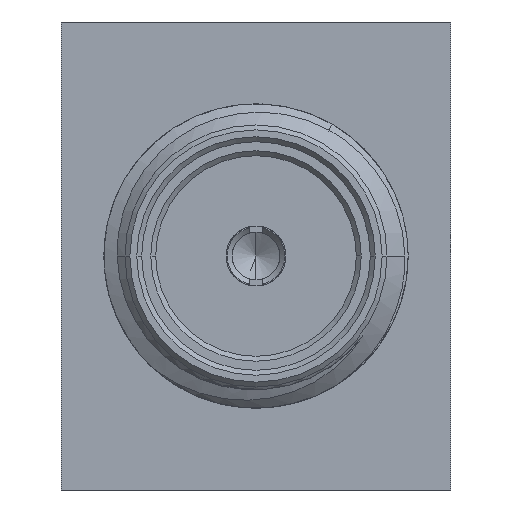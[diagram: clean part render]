
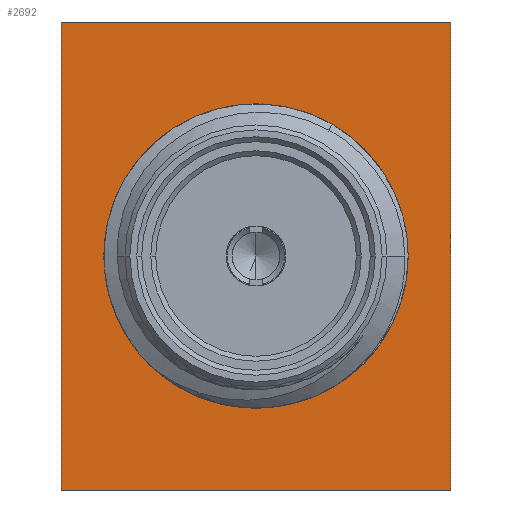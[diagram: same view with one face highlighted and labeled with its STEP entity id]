
A CAD part, left-side view. The second image highlights one B-rep face of the part: STEP entity #2692.
In plain terms, the highlighted planar face has unit normal (-1, 0, 0).
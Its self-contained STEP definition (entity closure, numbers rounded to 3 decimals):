
#259=DIRECTION('',(0.,0.,-1.));
#260=VECTOR('',#259,9.52);
#261=CARTESIAN_POINT('',(-1.65,3.96,4.76));
#262=LINE('',#261,#260);
#263=DIRECTION('',(0.,1.,0.));
#264=VECTOR('',#263,7.92);
#265=CARTESIAN_POINT('',(-1.65,-3.96,4.76));
#266=LINE('',#265,#264);
#267=DIRECTION('',(0.,0.,1.));
#268=VECTOR('',#267,9.52);
#269=CARTESIAN_POINT('',(-1.65,-3.96,-4.76));
#270=LINE('',#269,#268);
#271=DIRECTION('',(0.,-1.,0.));
#272=VECTOR('',#271,7.92);
#273=CARTESIAN_POINT('',(-1.65,3.96,-4.76));
#274=LINE('',#273,#272);
#279=CARTESIAN_POINT('',(-1.65,0.,0.));
#280=DIRECTION('',(1.,0.,0.));
#281=DIRECTION('',(0.,1.,0.));
#282=AXIS2_PLACEMENT_3D('',#279,#280,#281);
#288=CARTESIAN_POINT('',(-1.65,0.,0.));
#289=DIRECTION('',(-1.,0.,0.));
#290=DIRECTION('',(0.,1.,0.));
#291=AXIS2_PLACEMENT_3D('',#288,#289,#290);
#2045=CARTESIAN_POINT('',(-1.65,2.45,0.));
#2047=VERTEX_POINT('',#2045);
#2049=CARTESIAN_POINT('',(-1.65,-2.45,0.));
#2051=VERTEX_POINT('',#2049);
#2065=CARTESIAN_POINT('',(-1.65,3.96,4.76));
#2066=CARTESIAN_POINT('',(-1.65,3.96,-4.76));
#2067=VERTEX_POINT('',#2065);
#2068=VERTEX_POINT('',#2066);
#2069=CARTESIAN_POINT('',(-1.65,-3.96,-4.76));
#2070=VERTEX_POINT('',#2069);
#2071=CARTESIAN_POINT('',(-1.65,-3.96,4.76));
#2072=VERTEX_POINT('',#2071);
#2675=CARTESIAN_POINT('',(-1.65,0.,0.));
#2676=DIRECTION('',(-1.,0.,0.));
#2677=DIRECTION('',(0.,1.,0.));
#2678=AXIS2_PLACEMENT_3D('',#2675,#2676,#2677);
#2679=PLANE('',#2678);
#2680=ORIENTED_EDGE('',*,*,#2499,.F.);
#2681=ORIENTED_EDGE('',*,*,#2523,.F.);
#2682=ORIENTED_EDGE('',*,*,#2658,.F.);
#2683=ORIENTED_EDGE('',*,*,#2415,.F.);
#2684=EDGE_LOOP('',(#2680,#2681,#2682,#2683));
#2685=FACE_OUTER_BOUND('',#2684,.F.);
#2687=ORIENTED_EDGE('',*,*,#2686,.F.);
#2689=ORIENTED_EDGE('',*,*,#2688,.T.);
#2690=EDGE_LOOP('',(#2687,#2689));
#2691=FACE_BOUND('',#2690,.F.);
#2692=ADVANCED_FACE('',(#2685,#2691),#2679,.T.);
#283=CIRCLE('',#282,2.45);
#292=CIRCLE('',#291,2.45);
#2415=EDGE_CURVE('',#2068,#2070,#274,.T.);
#2499=EDGE_CURVE('',#2067,#2068,#262,.T.);
#2523=EDGE_CURVE('',#2072,#2067,#266,.T.);
#2658=EDGE_CURVE('',#2070,#2072,#270,.T.);
#2686=EDGE_CURVE('',#2047,#2051,#283,.T.);
#2688=EDGE_CURVE('',#2047,#2051,#292,.T.);
